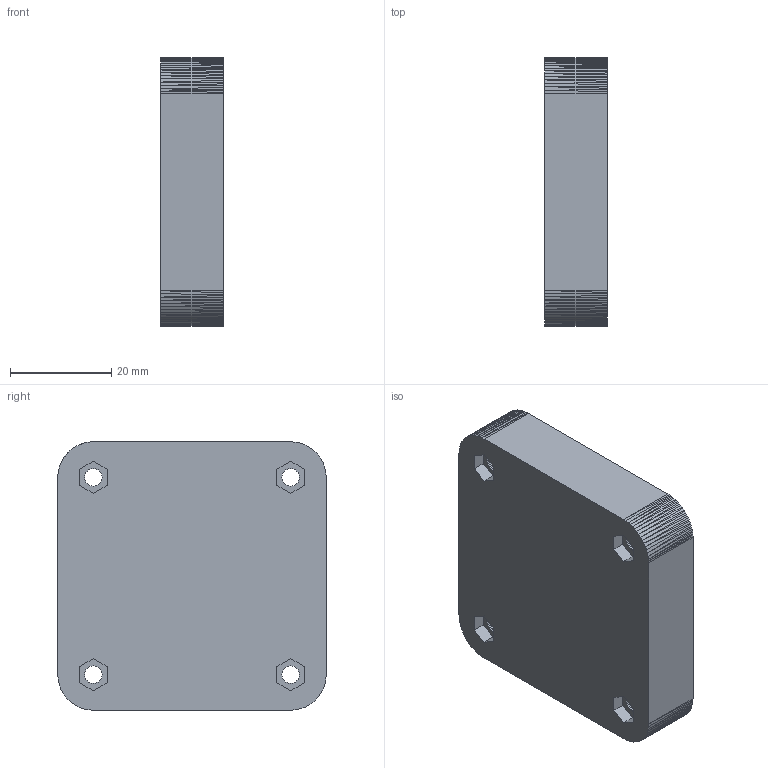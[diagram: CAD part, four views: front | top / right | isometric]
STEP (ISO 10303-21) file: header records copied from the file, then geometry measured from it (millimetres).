
FILE_DESCRIPTION(/* description */ (''),/* implementation_level */ '2;1');
FILE_NAME(/* name */ 'Botblox Case Short.step',/* time_stamp */ '2023-06-10T14:26:08-07:00',/* author */ (''),/* organization */ (''),/* preprocessor_version */ 'ST-DEVELOPER v19.2',/* originating_system */ 'Autodesk Translation Framework v12.6.0.85',/* authorisation */ '');
FILE_SCHEMA (('AUTOMOTIVE_DESIGN { 1 0 10303 214 3 1 1 }'));
Length unit declared in the file: millimetre
Products named in the file (1): botblox_case
Bounding box: 12.4 x 53 x 53 mm (x, y, z)
Volume: 12449.9 mm3; surface area: 10964.9 mm2
Topology: 1 solids, 1 shells, 574 faces, 1573 edges, 1010 vertices
Faces by surface type: plane 574
Entity records: 17698 total; most frequent: CARTESIAN_POINT 3158, ORIENTED_EDGE 3146, DIRECTION 2723, LINE 1573, VECTOR 1573, EDGE_CURVE 1573, VERTEX_POINT 1010, EDGE_LOOP 591
